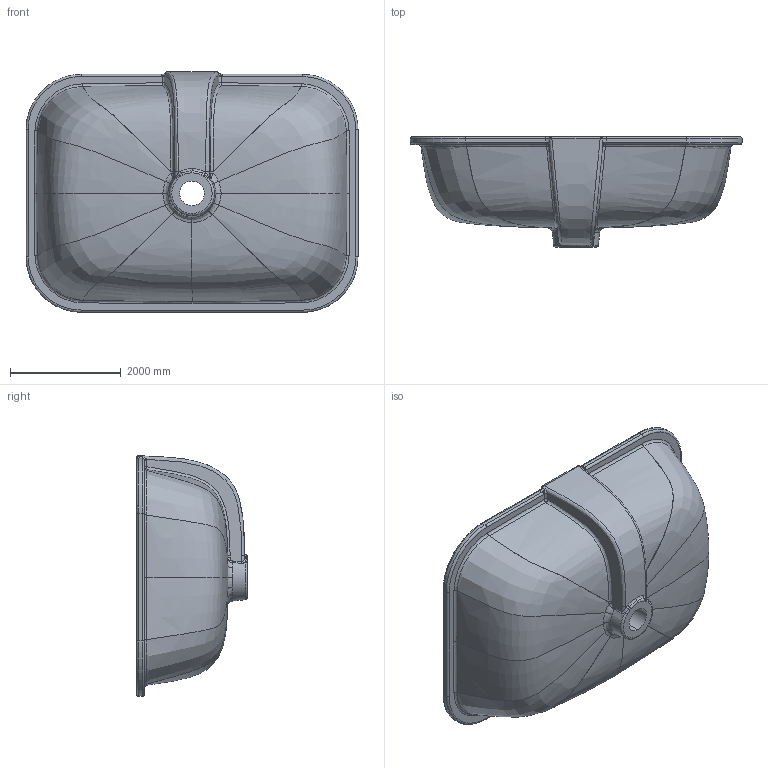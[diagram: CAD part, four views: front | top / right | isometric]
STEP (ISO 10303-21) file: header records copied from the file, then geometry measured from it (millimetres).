
FILE_DESCRIPTION(/* description */ (''),/* implementation_level */ '2;1');
FILE_NAME(/* name */ '3DFF25~1',/* time_stamp */ '2021-07-14T16:51:20+02:00',/* author */ (''),/* organization */ (''),/* preprocessor_version */ 'ST-DEVELOPER v16.5',/* originating_system */ '',/* authorisation */ '');
FILE_SCHEMA (('AUTOMOTIVE_DESIGN'));
Length unit declared in the file: centimetre
Products named in the file (1): Document
Bounding box: 6000 x 2000 x 4348.29 mm (x, y, z)
Surface area: 84416640.3 mm2 (no closed solid volume)
Topology: 0 solids, 3 shells, 185 faces, 462 edges, 265 vertices
Faces by surface type: bspline 169, plane 16
Entity records: 17035 total; most frequent: CARTESIAN_POINT 14486, ORIENTED_EDGE 861, EDGE_CURVE 460, B_SPLINE_CURVE_WITH_KNOTS 295, VERTEX_POINT 265, EDGE_LOOP 191, ADVANCED_FACE 185, FACE_OUTER_BOUND 185
